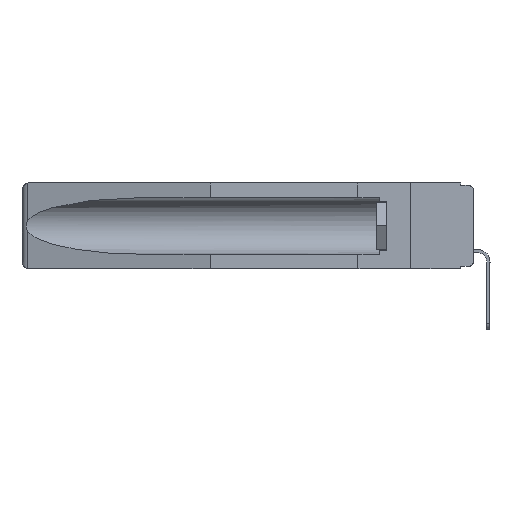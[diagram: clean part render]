
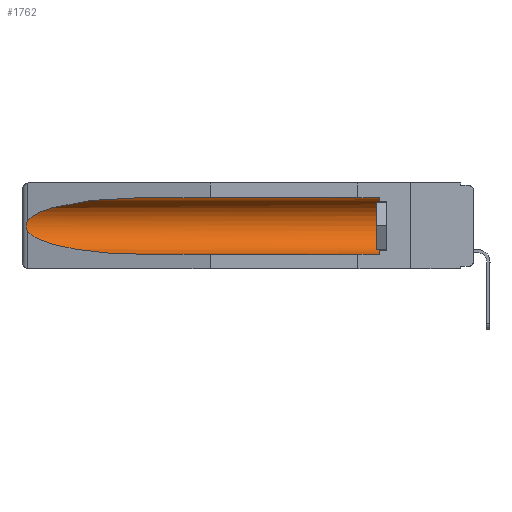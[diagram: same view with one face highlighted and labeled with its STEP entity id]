
A CAD part, left-side view. The second image highlights one B-rep face of the part: STEP entity #1762.
In plain terms, the highlighted cylindrical face has radius 2.857 mm (diameter 5.715 mm), a partial arc.
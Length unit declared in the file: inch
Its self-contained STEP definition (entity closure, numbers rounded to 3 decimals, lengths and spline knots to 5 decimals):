
#726 = LINE ( 'NONE', #13368, #19593 ) ;
#1043 = CARTESIAN_POINT ( 'NONE',  ( 0.155, -0.30754, -0.1715 ) ) ;
#1081 = CIRCLE ( 'NONE', #3681, 0.1125 ) ;
#1219 = CARTESIAN_POINT ( 'NONE',  ( 0.26537, 1.52718, -0.19328 ) ) ;
#1762 = ADVANCED_FACE ( 'NONE', ( #6169 ), #13339, .F. ) ;
#1822 = EDGE_CURVE ( 'NONE', #10269, #22281, #22558, .T. ) ;
#1842 = ORIENTED_EDGE ( 'NONE', *, *, #1822, .T. ) ;
#2088 = CARTESIAN_POINT ( 'NONE',  ( 0.25451, 1.48313, -0.09465 ) ) ;
#2354 = DIRECTION ( 'NONE',  ( 0., 1., 0. ) ) ;
#2688 = VERTEX_POINT ( 'NONE', #9857 ) ;
#2706 = DIRECTION ( 'NONE',  ( 0., 0., 1. ) ) ;
#3072 = CARTESIAN_POINT ( 'NONE',  ( 0.26537, 1.52718, -0.14972 ) ) ;
#3168 = EDGE_CURVE ( 'NONE', #2688, #12779, #16106, .T. ) ;
#3322 = ORIENTED_EDGE ( 'NONE', *, *, #20929, .T. ) ;
#3635 = VECTOR ( 'NONE', #20993, 39.37008 ) ;
#3681 = AXIS2_PLACEMENT_3D ( 'NONE', #19452, #11727, #2706 ) ;
#3718 = CARTESIAN_POINT ( 'NONE',  ( 0.21114, 1.30732, -0.059 ) ) ;
#4590 = CARTESIAN_POINT ( 'NONE',  ( 0.2675, 1.53308, -0.16763 ) ) ;
#4793 = CARTESIAN_POINT ( 'NONE',  ( 0.155, -0.30754, -0.059 ) ) ;
#6088 = ORIENTED_EDGE ( 'NONE', *, *, #11366, .T. ) ;
#6169 = FACE_OUTER_BOUND ( 'NONE', #22849, .T. ) ;
#6853 = CARTESIAN_POINT ( 'NONE',  ( 0.155, 0.126, -0.059 ) ) ;
#7216 = CARTESIAN_POINT ( 'NONE',  ( 0.26597, 1.52961, -0.15275 ) ) ;
#7433 = CARTESIAN_POINT ( 'NONE',  ( 0.155, 1.07973, -0.059 ) ) ;
#7659 = VERTEX_POINT ( 'NONE', #6853 ) ;
#9857 = CARTESIAN_POINT ( 'NONE',  ( 0.155, 1.07973, -0.059 ) ) ;
#10057 = LINE ( 'NONE', #4793, #3635 ) ;
#10269 = VERTEX_POINT ( 'NONE', #11971 ) ;
#10326 = CARTESIAN_POINT ( 'NONE',  ( 0.26537, 1.52718, -0.14972 ) ) ;
#10440 = ORIENTED_EDGE ( 'NONE', *, *, #11969, .T. ) ;
#10703 = AXIS2_PLACEMENT_3D ( 'NONE', #1043, #20504, #11335 ) ;
#11278 = CARTESIAN_POINT ( 'NONE',  ( 0.155, 0.126, -0.284 ) ) ;
#11335 = DIRECTION ( 'NONE',  ( 0., 0., 1. ) ) ;
#11366 = EDGE_CURVE ( 'NONE', #12779, #10269, #17099, .T. ) ;
#11397 = VERTEX_POINT ( 'NONE', #11278 ) ;
#11480 = ORIENTED_EDGE ( 'NONE', *, *, #13155, .F. ) ;
#11727 = DIRECTION ( 'NONE',  ( 0., -1., 0. ) ) ;
#11749 = CARTESIAN_POINT ( 'NONE',  ( 0.2675, 1.53308, -0.17534 ) ) ;
#11969 = EDGE_CURVE ( 'NONE', #7659, #2688, #10057, .T. ) ;
#11971 = CARTESIAN_POINT ( 'NONE',  ( 0.26537, 1.52718, -0.19328 ) ) ;
#12779 = VERTEX_POINT ( 'NONE', #10326 ) ;
#13155 = EDGE_CURVE ( 'NONE', #11397, #22281, #726, .T. ) ;
#13339 = CYLINDRICAL_SURFACE ( 'NONE', #10703, 0.1125 ) ;
#13368 = CARTESIAN_POINT ( 'NONE',  ( 0.155, -0.30754, -0.284 ) ) ;
#13628 = CARTESIAN_POINT ( 'NONE',  ( 0.26655, 1.53094, -0.18657 ) ) ;
#14021 = ORIENTED_EDGE ( 'NONE', *, *, #3168, .T. ) ;
#15388 = CARTESIAN_POINT ( 'NONE',  ( 0.2673, 1.53269, -0.17917 ) ) ;
#15681 = CARTESIAN_POINT ( 'NONE',  ( 0.25451, 1.48313, -0.24835 ) ) ;
#16106 =( BOUNDED_CURVE ( )  B_SPLINE_CURVE ( 3, ( #7433, #3718, #2088, #20014 ),
 .UNSPECIFIED., .F., .F. ) 
 B_SPLINE_CURVE_WITH_KNOTS ( ( 4, 4 ),
 ( 4.71239, 6.08839 ),
 .UNSPECIFIED. ) 
 CURVE ( )  GEOMETRIC_REPRESENTATION_ITEM ( )  RATIONAL_B_SPLINE_CURVE ( ( 1., 0.848, 0.848, 1. ) ) 
 REPRESENTATION_ITEM ( '' )  );
#17099 = B_SPLINE_CURVE_WITH_KNOTS ( 'NONE', 3,
 ( #3072, #7216, #20676, #22560, #4590, #11749, #15388, #13628, #17272, #1219 ),
 .UNSPECIFIED., .F., .F.,
 ( 4, 2, 2, 2, 4 ),
 ( 0., 0.00029, 0.00058, 0.00087, 0.00117 ),
 .UNSPECIFIED. ) ;
#17272 = CARTESIAN_POINT ( 'NONE',  ( 0.26597, 1.5296, -0.19026 ) ) ;
#19452 = CARTESIAN_POINT ( 'NONE',  ( 0.155, 0.126, -0.1715 ) ) ;
#19593 = VECTOR ( 'NONE', #2354, 39.37008 ) ;
#20014 = CARTESIAN_POINT ( 'NONE',  ( 0.26537, 1.52718, -0.14972 ) ) ;
#20504 = DIRECTION ( 'NONE',  ( 0., 1., 0. ) ) ;
#20676 = CARTESIAN_POINT ( 'NONE',  ( 0.26654, 1.53092, -0.15636 ) ) ;
#20929 = EDGE_CURVE ( 'NONE', #11397, #7659, #1081, .T. ) ;
#20970 = CARTESIAN_POINT ( 'NONE',  ( 0.21114, 1.30732, -0.284 ) ) ;
#20993 = DIRECTION ( 'NONE',  ( 0., 1., 0. ) ) ;
#22281 = VERTEX_POINT ( 'NONE', #22315 ) ;
#22315 = CARTESIAN_POINT ( 'NONE',  ( 0.155, 1.07973, -0.284 ) ) ;
#22558 =( BOUNDED_CURVE ( )  B_SPLINE_CURVE ( 3, ( #22735, #15681, #20970, #22851 ),
 .UNSPECIFIED., .F., .F. ) 
 B_SPLINE_CURVE_WITH_KNOTS ( ( 4, 4 ),
 ( 0.1948, 1.5708 ),
 .UNSPECIFIED. ) 
 CURVE ( )  GEOMETRIC_REPRESENTATION_ITEM ( )  RATIONAL_B_SPLINE_CURVE ( ( 1., 0.848, 0.848, 1. ) ) 
 REPRESENTATION_ITEM ( '' )  );
#22560 = CARTESIAN_POINT ( 'NONE',  ( 0.2673, 1.5327, -0.16383 ) ) ;
#22735 = CARTESIAN_POINT ( 'NONE',  ( 0.26537, 1.52718, -0.19328 ) ) ;
#22849 = EDGE_LOOP ( 'NONE', ( #14021, #6088, #1842, #11480, #3322, #10440 ) ) ;
#22851 = CARTESIAN_POINT ( 'NONE',  ( 0.155, 1.07973, -0.284 ) ) ;
